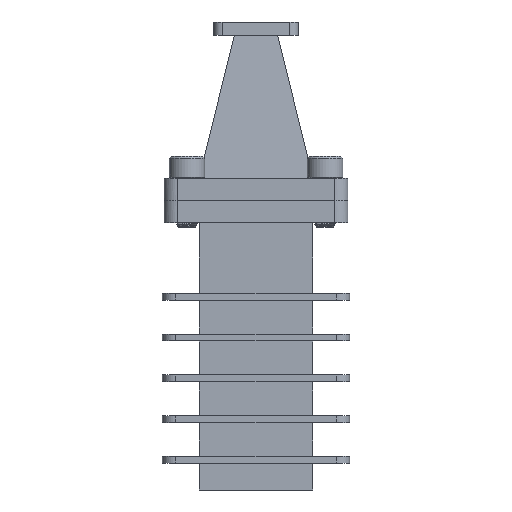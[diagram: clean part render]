
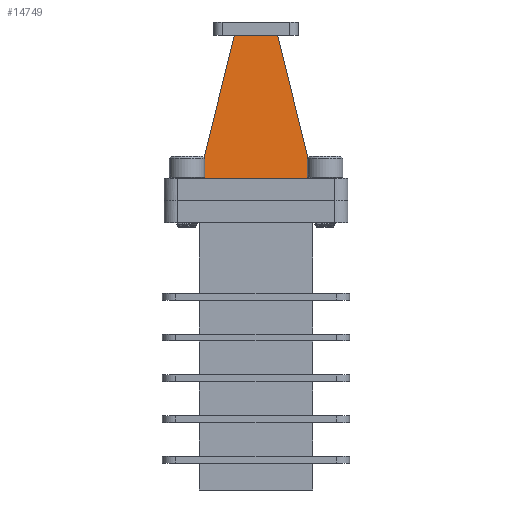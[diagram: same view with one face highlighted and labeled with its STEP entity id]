
A CAD part, front view. The second image highlights one B-rep face of the part: STEP entity #14749.
In plain terms, the highlighted planar face has unit normal (0, -0.995, 0.103).
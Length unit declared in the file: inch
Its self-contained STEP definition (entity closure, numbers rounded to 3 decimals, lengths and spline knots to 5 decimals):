
#689 = EDGE_CURVE ( 'NONE', #1908, #23704, #13193, .T. ) ;
#1554 = DIRECTION ( 'NONE',  ( -0.238, -0.1, -0.966 ) ) ;
#1575 = CARTESIAN_POINT ( 'NONE',  ( 0.51243, -0.25485, 0.15239 ) ) ;
#1908 = VERTEX_POINT ( 'NONE', #7555 ) ;
#4341 = CARTESIAN_POINT ( 'NONE',  ( 0.50149, -0.25027, 0.19685 ) ) ;
#4410 = CARTESIAN_POINT ( 'NONE',  ( 0., -0.26773, 0.02763 ) ) ;
#5214 = LINE ( 'NONE', #14584, #19926 ) ;
#5264 = EDGE_CURVE ( 'NONE', #23704, #8300, #8884, .T. ) ;
#7555 = CARTESIAN_POINT ( 'NONE',  ( -0.19149, -0.12027, 1.45669 ) ) ;
#8030 = FACE_OUTER_BOUND ( 'NONE', #13045, .T. ) ;
#8300 = VERTEX_POINT ( 'NONE', #4341 ) ;
#8884 = LINE ( 'NONE', #9140, #10467 ) ;
#9140 = CARTESIAN_POINT ( 'NONE',  ( 0., -0.25027, 0.19685 ) ) ;
#10467 = VECTOR ( 'NONE', #10773, 39.37008 ) ;
#10773 = DIRECTION ( 'NONE',  ( 1., 0., 0. ) ) ;
#11354 = AXIS2_PLACEMENT_3D ( 'NONE', #4410, #13915, #13784 ) ;
#13045 = EDGE_LOOP ( 'NONE', ( #15230, #20726, #18607, #24234 ) ) ;
#13193 = LINE ( 'NONE', #22567, #17084 ) ;
#13784 = DIRECTION ( 'NONE',  ( 0., -0.103, -0.995 ) ) ;
#13915 = DIRECTION ( 'NONE',  ( 0., -0.995, 0.103 ) ) ;
#14584 = CARTESIAN_POINT ( 'NONE',  ( 0., -0.12027, 1.45669 ) ) ;
#14749 = ADVANCED_FACE ( 'NONE', ( #8030 ), #19417, .T. ) ;
#15230 = ORIENTED_EDGE ( 'NONE', *, *, #689, .T. ) ;
#15251 = CARTESIAN_POINT ( 'NONE',  ( -0.50149, -0.25027, 0.19685 ) ) ;
#15866 = VECTOR ( 'NONE', #22586, 39.37008 ) ;
#16841 = LINE ( 'NONE', #1575, #15866 ) ;
#17084 = VECTOR ( 'NONE', #1554, 39.37008 ) ;
#18607 = ORIENTED_EDGE ( 'NONE', *, *, #19822, .F. ) ;
#19417 = PLANE ( 'NONE',  #11354 ) ;
#19822 = EDGE_CURVE ( 'NONE', #22629, #8300, #16841, .T. ) ;
#19926 = VECTOR ( 'NONE', #21981, 39.37008 ) ;
#20726 = ORIENTED_EDGE ( 'NONE', *, *, #5264, .T. ) ;
#21981 = DIRECTION ( 'NONE',  ( -1., 0., 0. ) ) ;
#22567 = CARTESIAN_POINT ( 'NONE',  ( -0.51243, -0.25485, 0.15239 ) ) ;
#22586 = DIRECTION ( 'NONE',  ( 0.238, -0.1, -0.966 ) ) ;
#22629 = VERTEX_POINT ( 'NONE', #23490 ) ;
#22835 = EDGE_CURVE ( 'NONE', #22629, #1908, #5214, .T. ) ;
#23490 = CARTESIAN_POINT ( 'NONE',  ( 0.19149, -0.12027, 1.45669 ) ) ;
#23704 = VERTEX_POINT ( 'NONE', #15251 ) ;
#24234 = ORIENTED_EDGE ( 'NONE', *, *, #22835, .T. ) ;
